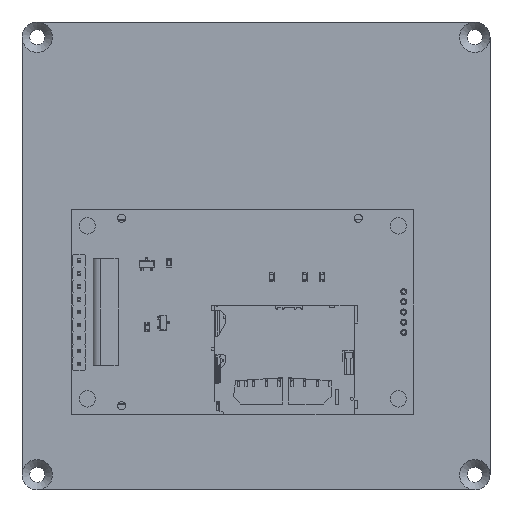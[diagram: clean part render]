
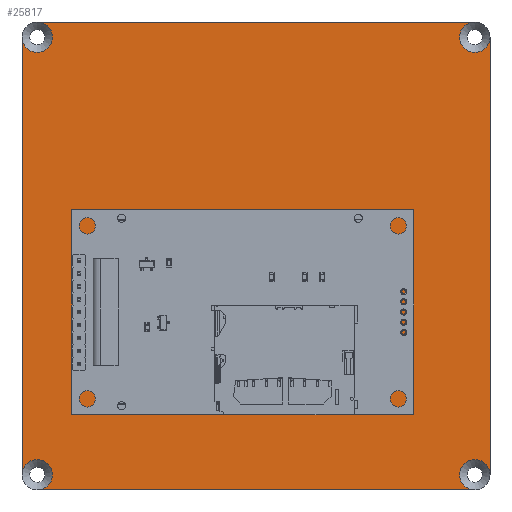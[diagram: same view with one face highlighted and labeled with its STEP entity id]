
A CAD part, front view. The second image highlights one B-rep face of the part: STEP entity #25817.
In plain terms, the highlighted planar face has unit normal (0, -1, 0).
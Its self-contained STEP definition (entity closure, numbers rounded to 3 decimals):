
#214=FACE_BOUND('',#4374,.T.);
#2956=FACE_OUTER_BOUND('',#4373,.T.);
#4373=EDGE_LOOP('',(#23327,#23328,#23329,#23330,#23331,#23332,#23333,#23334,
#23335,#23336));
#4374=EDGE_LOOP('',(#23337,#23338,#23339,#23340));
#4826=CIRCLE('',#27938,3.);
#4830=CIRCLE('',#27943,3.);
#4835=CIRCLE('',#27949,3.);
#4838=CIRCLE('',#27952,3.);
#4839=CIRCLE('',#27954,3.);
#4841=CIRCLE('',#27956,3.);
#7760=LINE('',#41718,#10694);
#7764=LINE('',#41726,#10698);
#7767=LINE('',#41732,#10701);
#7770=LINE('',#41737,#10704);
#7776=LINE('',#41784,#10710);
#7777=LINE('',#41785,#10711);
#7778=LINE('',#41786,#10712);
#7779=LINE('',#41787,#10713);
#10694=VECTOR('',#34586,10.);
#10698=VECTOR('',#34592,10.);
#10701=VECTOR('',#34597,10.);
#10704=VECTOR('',#34602,10.);
#10710=VECTOR('',#34654,10.);
#10711=VECTOR('',#34655,10.);
#10712=VECTOR('',#34656,10.);
#10713=VECTOR('',#34657,10.);
#12936=VERTEX_POINT('',#41716);
#12937=VERTEX_POINT('',#41717);
#12940=VERTEX_POINT('',#41725);
#12942=VERTEX_POINT('',#41731);
#12944=VERTEX_POINT('',#41740);
#12945=VERTEX_POINT('',#41741);
#12948=VERTEX_POINT('',#41750);
#12949=VERTEX_POINT('',#41751);
#12952=VERTEX_POINT('',#41760);
#12953=VERTEX_POINT('',#41761);
#12954=VERTEX_POINT('',#41763);
#12957=VERTEX_POINT('',#41772);
#12958=VERTEX_POINT('',#41773);
#12959=VERTEX_POINT('',#41775);
#16391=EDGE_CURVE('',#12936,#12937,#7760,.T.);
#16395=EDGE_CURVE('',#12937,#12940,#7764,.T.);
#16398=EDGE_CURVE('',#12940,#12942,#7767,.T.);
#16401=EDGE_CURVE('',#12942,#12936,#7770,.T.);
#16403=EDGE_CURVE('',#12944,#12945,#4826,.T.);
#16408=EDGE_CURVE('',#12948,#12949,#4830,.T.);
#16414=EDGE_CURVE('',#12954,#12952,#4835,.T.);
#16418=EDGE_CURVE('',#12953,#12954,#4838,.T.);
#16419=EDGE_CURVE('',#12957,#12958,#4839,.T.);
#16421=EDGE_CURVE('',#12958,#12959,#4841,.T.);
#16425=EDGE_CURVE('',#12945,#12948,#7776,.T.);
#16426=EDGE_CURVE('',#12949,#12957,#7777,.T.);
#16427=EDGE_CURVE('',#12959,#12953,#7778,.T.);
#16428=EDGE_CURVE('',#12952,#12944,#7779,.T.);
#23327=ORIENTED_EDGE('',*,*,#16403,.T.);
#23328=ORIENTED_EDGE('',*,*,#16425,.T.);
#23329=ORIENTED_EDGE('',*,*,#16408,.T.);
#23330=ORIENTED_EDGE('',*,*,#16426,.T.);
#23331=ORIENTED_EDGE('',*,*,#16419,.T.);
#23332=ORIENTED_EDGE('',*,*,#16421,.T.);
#23333=ORIENTED_EDGE('',*,*,#16427,.T.);
#23334=ORIENTED_EDGE('',*,*,#16418,.T.);
#23335=ORIENTED_EDGE('',*,*,#16414,.T.);
#23336=ORIENTED_EDGE('',*,*,#16428,.T.);
#23337=ORIENTED_EDGE('',*,*,#16398,.T.);
#23338=ORIENTED_EDGE('',*,*,#16401,.T.);
#23339=ORIENTED_EDGE('',*,*,#16391,.T.);
#23340=ORIENTED_EDGE('',*,*,#16395,.T.);
#24515=PLANE('',#27959);
#25817=ADVANCED_FACE('',(#2956,#214),#24515,.F.);
#27938=AXIS2_PLACEMENT_3D('',#41742,#34606,#34607);
#27943=AXIS2_PLACEMENT_3D('',#41752,#34617,#34618);
#27949=AXIS2_PLACEMENT_3D('',#41764,#34630,#34631);
#27952=AXIS2_PLACEMENT_3D('',#41770,#34637,#34638);
#27954=AXIS2_PLACEMENT_3D('',#41774,#34641,#34642);
#27956=AXIS2_PLACEMENT_3D('',#41777,#34645,#34646);
#27959=AXIS2_PLACEMENT_3D('',#41783,#34652,#34653);
#34586=DIRECTION('',(0.,0.,1.));
#34592=DIRECTION('',(1.,0.,0.));
#34597=DIRECTION('',(0.,0.,-1.));
#34602=DIRECTION('',(-1.,0.,0.));
#34606=DIRECTION('center_axis',(0.,1.,0.));
#34607=DIRECTION('ref_axis',(0.,0.,-1.));
#34617=DIRECTION('center_axis',(0.,1.,0.));
#34618=DIRECTION('ref_axis',(0.,0.,-1.));
#34630=DIRECTION('center_axis',(0.,1.,0.));
#34631=DIRECTION('ref_axis',(0.,0.,-1.));
#34637=DIRECTION('center_axis',(0.,1.,0.));
#34638=DIRECTION('ref_axis',(0.,0.,-1.));
#34641=DIRECTION('center_axis',(0.,1.,0.));
#34642=DIRECTION('ref_axis',(0.,0.,-1.));
#34645=DIRECTION('center_axis',(0.,1.,0.));
#34646=DIRECTION('ref_axis',(0.,0.,-1.));
#34652=DIRECTION('center_axis',(0.,1.,0.));
#34653=DIRECTION('ref_axis',(-1.,0.,0.));
#34654=DIRECTION('',(-1.,0.,0.));
#34655=DIRECTION('',(0.,0.,-1.));
#34656=DIRECTION('',(1.,0.,0.));
#34657=DIRECTION('',(0.,0.,1.));
#41716=CARTESIAN_POINT('',(21.75,86.,-75.264));
#41717=CARTESIAN_POINT('',(21.75,86.,-38.764));
#41718=CARTESIAN_POINT('',(21.75,86.,-42.382));
#41725=CARTESIAN_POINT('',(70.25,86.,-38.764));
#41726=CARTESIAN_POINT('',(58.125,86.,-38.764));
#41731=CARTESIAN_POINT('',(70.25,86.,-75.264));
#41732=CARTESIAN_POINT('',(70.25,86.,-60.632));
#41737=CARTESIAN_POINT('',(33.875,86.,-75.264));
#41740=CARTESIAN_POINT('',(92.,86.,-3.));
#41741=CARTESIAN_POINT('',(89.,86.,0.));
#41742=CARTESIAN_POINT('Origin',(89.,86.,-3.));
#41750=CARTESIAN_POINT('',(3.,86.,0.));
#41751=CARTESIAN_POINT('',(0.,86.,-3.));
#41752=CARTESIAN_POINT('Origin',(3.,86.,-3.));
#41760=CARTESIAN_POINT('',(92.,86.,-89.));
#41761=CARTESIAN_POINT('',(89.,86.,-92.));
#41763=CARTESIAN_POINT('',(89.,86.,-86.));
#41764=CARTESIAN_POINT('Origin',(89.,86.,-89.));
#41770=CARTESIAN_POINT('Origin',(89.,86.,-89.));
#41772=CARTESIAN_POINT('',(0.,86.,-89.));
#41773=CARTESIAN_POINT('',(3.,86.,-86.));
#41774=CARTESIAN_POINT('Origin',(3.,86.,-89.));
#41775=CARTESIAN_POINT('',(3.,86.,-92.));
#41777=CARTESIAN_POINT('Origin',(3.,86.,-89.));
#41783=CARTESIAN_POINT('Origin',(46.,86.,-46.));
#41784=CARTESIAN_POINT('',(89.,86.,0.));
#41785=CARTESIAN_POINT('',(0.,86.,-3.));
#41786=CARTESIAN_POINT('',(3.,86.,-92.));
#41787=CARTESIAN_POINT('',(92.,86.,-89.));
